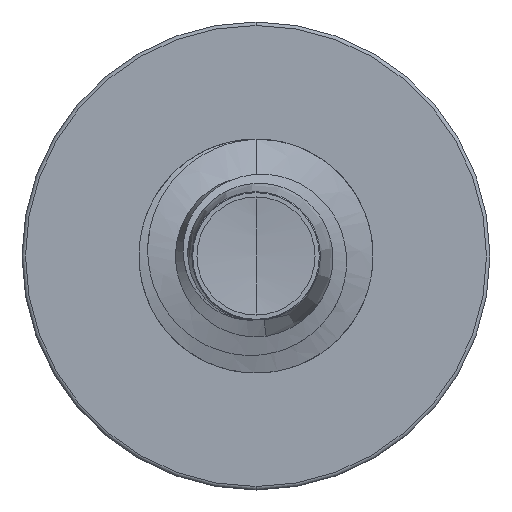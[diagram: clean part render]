
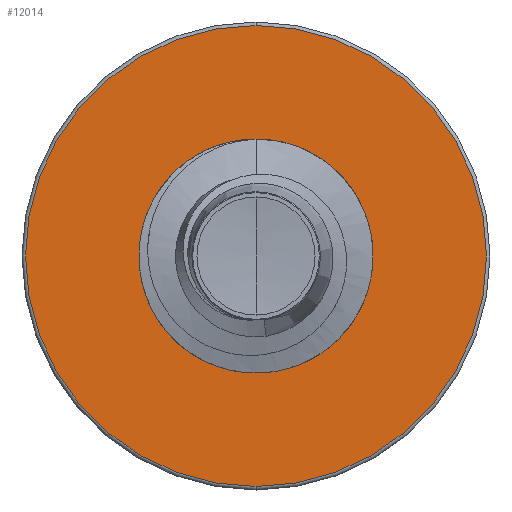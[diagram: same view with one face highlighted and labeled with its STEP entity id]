
A CAD part, front view. The second image highlights one B-rep face of the part: STEP entity #12014.
In plain terms, the highlighted planar face has unit normal (0, -1, 0).
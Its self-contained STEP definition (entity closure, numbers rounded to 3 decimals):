
#102 = VERTEX_POINT ( 'NONE', #7820 ) ;
#209 = EDGE_LOOP ( 'NONE', ( #5456, #5393 ) ) ;
#1335 = AXIS2_PLACEMENT_3D ( 'NONE', #6511, #6473, #6455 ) ;
#1566 = CARTESIAN_POINT ( 'NONE',  ( 0., 7., -1.722 ) ) ;
#1695 = AXIS2_PLACEMENT_3D ( 'NONE', #3590, #3576, #3572 ) ;
#3087 = DIRECTION ( 'NONE',  ( 0., 0., 1. ) ) ;
#3103 = DIRECTION ( 'NONE',  ( 0., 1., 0. ) ) ;
#3122 = CARTESIAN_POINT ( 'NONE',  ( 0., 7., 0. ) ) ;
#3166 = DIRECTION ( 'NONE',  ( 0., 0., 1. ) ) ;
#3189 = DIRECTION ( 'NONE',  ( 0., 1., 0. ) ) ;
#3212 = CARTESIAN_POINT ( 'NONE',  ( 0., 7., 0. ) ) ;
#3394 = PLANE ( 'NONE',  #3541 ) ;
#3541 = AXIS2_PLACEMENT_3D ( 'NONE', #1566, #6655, #13149 ) ;
#3550 = CIRCLE ( 'NONE', #1335, 1.722 ) ;
#3572 = DIRECTION ( 'NONE',  ( 0., 0., 1. ) ) ;
#3576 = DIRECTION ( 'NONE',  ( 0., 1., 0. ) ) ;
#3590 = CARTESIAN_POINT ( 'NONE',  ( 0., 7., 0. ) ) ;
#3763 = CIRCLE ( 'NONE', #6378, 1.722 ) ;
#4824 = VERTEX_POINT ( 'NONE', #13162 ) ;
#5145 = CARTESIAN_POINT ( 'NONE',  ( 0., 7., -1.722 ) ) ;
#5299 = AXIS2_PLACEMENT_3D ( 'NONE', #3122, #3103, #3087 ) ;
#5393 = ORIENTED_EDGE ( 'NONE', *, *, #6293, .T. ) ;
#5456 = ORIENTED_EDGE ( 'NONE', *, *, #9261, .T. ) ;
#5638 = ORIENTED_EDGE ( 'NONE', *, *, #9286, .F. ) ;
#5730 = ORIENTED_EDGE ( 'NONE', *, *, #10413, .F. ) ;
#5881 = EDGE_LOOP ( 'NONE', ( #5730, #5638 ) ) ;
#6293 = EDGE_CURVE ( 'NONE', #8963, #12179, #3550, .T. ) ;
#6378 = AXIS2_PLACEMENT_3D ( 'NONE', #3212, #3189, #3166 ) ;
#6455 = DIRECTION ( 'NONE',  ( 0., 0., 1. ) ) ;
#6473 = DIRECTION ( 'NONE',  ( 0., 1., 0. ) ) ;
#6511 = CARTESIAN_POINT ( 'NONE',  ( 0., 7., 0. ) ) ;
#6655 = DIRECTION ( 'NONE',  ( 0., 1., 0. ) ) ;
#6953 = CARTESIAN_POINT ( 'NONE',  ( 0., 7., 1.722 ) ) ;
#7820 = CARTESIAN_POINT ( 'NONE',  ( 0., 7., -3.447 ) ) ;
#8902 = CIRCLE ( 'NONE', #1695, 3.448 ) ;
#8963 = VERTEX_POINT ( 'NONE', #5145 ) ;
#9261 = EDGE_CURVE ( 'NONE', #12179, #8963, #3763, .T. ) ;
#9286 = EDGE_CURVE ( 'NONE', #102, #4824, #12333, .T. ) ;
#10413 = EDGE_CURVE ( 'NONE', #4824, #102, #8902, .T. ) ;
#10654 = FACE_BOUND ( 'NONE', #209, .T. ) ;
#12014 = ADVANCED_FACE ( 'NONE', ( #13643, #10654 ), #3394, .F. ) ;
#12179 = VERTEX_POINT ( 'NONE', #6953 ) ;
#12333 = CIRCLE ( 'NONE', #5299, 3.448 ) ;
#13149 = DIRECTION ( 'NONE',  ( 0., 0., 1. ) ) ;
#13162 = CARTESIAN_POINT ( 'NONE',  ( 0., 7., 3.448 ) ) ;
#13643 = FACE_OUTER_BOUND ( 'NONE', #5881, .T. ) ;
